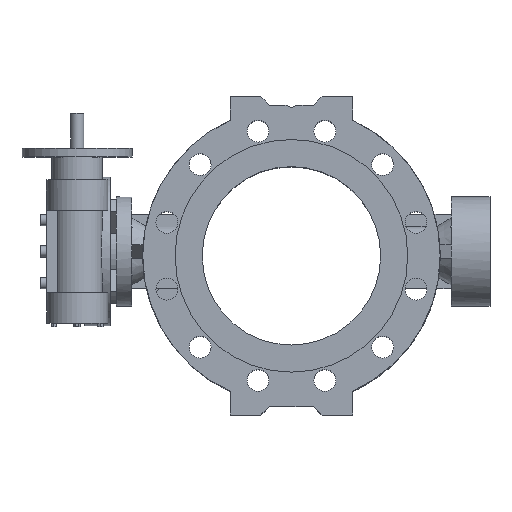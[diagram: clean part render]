
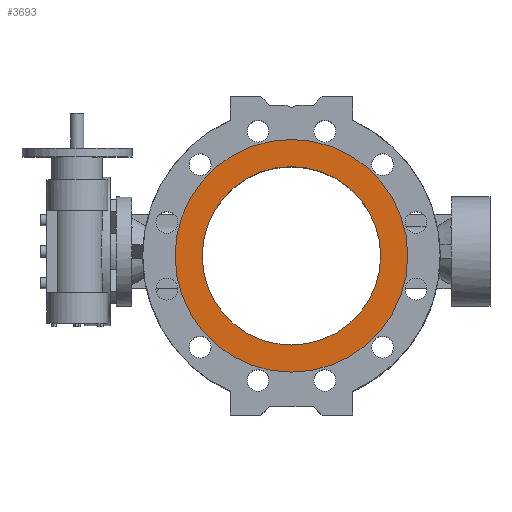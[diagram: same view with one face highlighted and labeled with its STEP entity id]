
A CAD part, top view. The second image highlights one B-rep face of the part: STEP entity #3693.
In plain terms, the highlighted planar face has unit normal (0, 0, 1).
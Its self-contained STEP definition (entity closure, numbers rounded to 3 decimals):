
#3693 = ADVANCED_FACE ( 'NONE', ( #16733, #16736 ), #12367, .F. ) ;
#4070 = EDGE_LOOP ( 'NONE', ( #5930 ) ) ;
#4071 = EDGE_LOOP ( 'NONE', ( #5723 ) ) ;
#4604 = CARTESIAN_POINT ( 'NONE',  ( 0., -5., 115. ) ) ;
#4605 = DIRECTION ( 'NONE',  ( 0., 0., -1. ) ) ;
#4606 = DIRECTION ( 'NONE',  ( 0., 1., 0. ) ) ;
#4613 = CARTESIAN_POINT ( 'NONE',  ( 0., -5., 115. ) ) ;
#4614 = DIRECTION ( 'NONE',  ( 0., 0., -1. ) ) ;
#4615 = DIRECTION ( 'NONE',  ( 0., 1., 0. ) ) ;
#5723 = ORIENTED_EDGE ( 'NONE', *, *, #16054, .T. ) ;
#5930 = ORIENTED_EDGE ( 'NONE', *, *, #16050, .F. ) ;
#7689 = CIRCLE ( 'NONE', #14434, 133. ) ;
#7696 = CIRCLE ( 'NONE', #14430, 102. ) ;
#8082 = VERTEX_POINT ( 'NONE', #12093 ) ;
#8084 = VERTEX_POINT ( 'NONE', #12097 ) ;
#12093 = CARTESIAN_POINT ( 'NONE',  ( 0., 128., 115. ) ) ;
#12097 = CARTESIAN_POINT ( 'NONE',  ( 0., 97., 115. ) ) ;
#12361 = CARTESIAN_POINT ( 'NONE',  ( 0., -5., 115. ) ) ;
#12367 = PLANE ( 'NONE',  #12601 ) ;
#12369 = DIRECTION ( 'NONE',  ( 0., 0., -1. ) ) ;
#12370 = DIRECTION ( 'NONE',  ( 0., 1., 0. ) ) ;
#12601 = AXIS2_PLACEMENT_3D ( 'NONE', #12361, #12369, #12370 ) ;
#14430 = AXIS2_PLACEMENT_3D ( 'NONE', #4613, #4614, #4615 ) ;
#14434 = AXIS2_PLACEMENT_3D ( 'NONE', #4604, #4605, #4606 ) ;
#16050 = EDGE_CURVE ( 'NONE', #8082, #8082, #7689, .T. ) ;
#16054 = EDGE_CURVE ( 'NONE', #8084, #8084, #7696, .T. ) ;
#16733 = FACE_OUTER_BOUND ( 'NONE', #4070, .T. ) ;
#16736 = FACE_BOUND ( 'NONE', #4071, .T. ) ;
